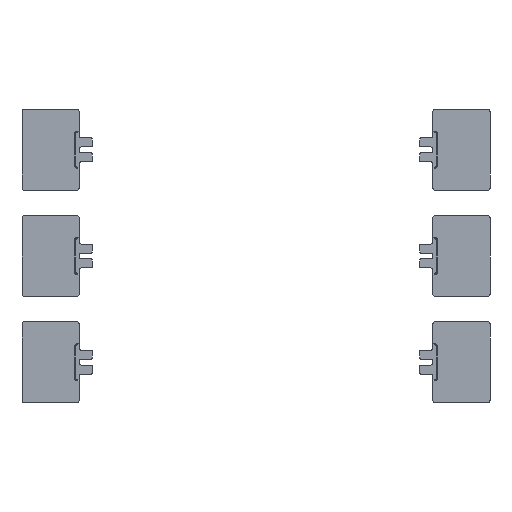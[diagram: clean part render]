
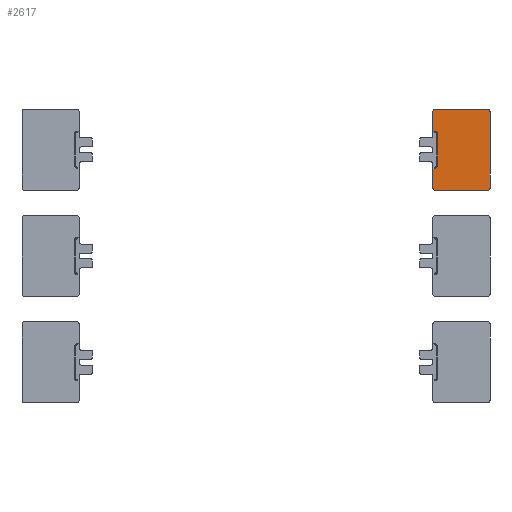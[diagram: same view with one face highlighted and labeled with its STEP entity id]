
A CAD part, front view. The second image highlights one B-rep face of the part: STEP entity #2617.
In plain terms, the highlighted planar face has unit normal (0, -1, 0).
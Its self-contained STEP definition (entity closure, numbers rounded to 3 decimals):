
#220=DIRECTION('',(1.,0.,0.));
#221=VECTOR('',#220,0.5);
#222=CARTESIAN_POINT('',(58.,-32.9,8.229));
#223=LINE('',#222,#221);
#336=DIRECTION('',(0.,0.,-1.));
#337=VECTOR('',#336,13.5);
#338=CARTESIAN_POINT('',(60.,-32.9,6.729));
#339=LINE('',#338,#337);
#344=CARTESIAN_POINT('',(58.5,-32.9,-6.771));
#345=DIRECTION('',(0.,-1.,0.));
#346=DIRECTION('',(0.,0.,-1.));
#347=AXIS2_PLACEMENT_3D('',#344,#345,#346);
#349=CARTESIAN_POINT('',(58.5,-32.9,6.729));
#350=DIRECTION('',(0.,-1.,0.));
#351=DIRECTION('',(1.,0.,0.));
#352=AXIS2_PLACEMENT_3D('',#349,#350,#351);
#354=DIRECTION('',(0.,0.,1.));
#355=VECTOR('',#354,8.5);
#356=CARTESIAN_POINT('',(58.,-32.9,8.229));
#357=LINE('',#356,#355);
#358=CARTESIAN_POINT('',(59.,-32.9,16.729));
#359=DIRECTION('',(0.,1.,0.));
#360=DIRECTION('',(-1.,0.,0.));
#361=AXIS2_PLACEMENT_3D('',#358,#359,#360);
#363=DIRECTION('',(1.,0.,0.));
#364=VECTOR('',#363,23.);
#365=CARTESIAN_POINT('',(59.,-32.9,17.729));
#366=LINE('',#365,#364);
#367=CARTESIAN_POINT('',(82.,-32.9,16.729));
#368=DIRECTION('',(0.,1.,0.));
#369=DIRECTION('',(0.,0.,1.));
#370=AXIS2_PLACEMENT_3D('',#367,#368,#369);
#372=DIRECTION('',(0.,0.,-1.));
#373=VECTOR('',#372,33.5);
#374=CARTESIAN_POINT('',(83.,-32.9,16.729));
#375=LINE('',#374,#373);
#376=CARTESIAN_POINT('',(82.,-32.9,-16.771));
#377=DIRECTION('',(0.,1.,0.));
#378=DIRECTION('',(1.,0.,0.));
#379=AXIS2_PLACEMENT_3D('',#376,#377,#378);
#381=DIRECTION('',(-1.,0.,0.));
#382=VECTOR('',#381,23.);
#383=CARTESIAN_POINT('',(82.,-32.9,-17.771));
#384=LINE('',#383,#382);
#385=CARTESIAN_POINT('',(59.,-32.9,-16.771));
#386=DIRECTION('',(0.,1.,0.));
#387=DIRECTION('',(0.,0.,-1.));
#388=AXIS2_PLACEMENT_3D('',#385,#386,#387);
#390=DIRECTION('',(0.,0.,1.));
#391=VECTOR('',#390,8.5);
#392=CARTESIAN_POINT('',(58.,-32.9,-16.771));
#393=LINE('',#392,#391);
#394=DIRECTION('',(-1.,0.,0.));
#395=VECTOR('',#394,0.5);
#396=CARTESIAN_POINT('',(58.5,-32.9,-8.271));
#397=LINE('',#396,#395);
#2032=CARTESIAN_POINT('',(58.,-32.9,8.229));
#2034=VERTEX_POINT('',#2032);
#2047=CARTESIAN_POINT('',(58.,-32.9,-8.271));
#2049=VERTEX_POINT('',#2047);
#2107=CARTESIAN_POINT('',(59.,-32.9,17.729));
#2108=VERTEX_POINT('',#2107);
#2109=CARTESIAN_POINT('',(58.,-32.9,16.729));
#2110=VERTEX_POINT('',#2109);
#2111=CARTESIAN_POINT('',(82.,-32.9,17.729));
#2112=VERTEX_POINT('',#2111);
#2113=CARTESIAN_POINT('',(83.,-32.9,16.729));
#2114=VERTEX_POINT('',#2113);
#2139=CARTESIAN_POINT('',(83.,-32.9,-16.771));
#2140=VERTEX_POINT('',#2139);
#2225=CARTESIAN_POINT('',(82.,-32.9,-17.771));
#2226=VERTEX_POINT('',#2225);
#2227=CARTESIAN_POINT('',(59.,-32.9,-17.771));
#2228=VERTEX_POINT('',#2227);
#2229=CARTESIAN_POINT('',(58.,-32.9,-16.771));
#2230=VERTEX_POINT('',#2229);
#2231=CARTESIAN_POINT('',(58.5,-32.9,-8.271));
#2232=VERTEX_POINT('',#2231);
#2233=CARTESIAN_POINT('',(60.,-32.9,6.729));
#2234=CARTESIAN_POINT('',(60.,-32.9,-6.771));
#2235=VERTEX_POINT('',#2233);
#2236=VERTEX_POINT('',#2234);
#2237=CARTESIAN_POINT('',(58.5,-32.9,8.229));
#2238=VERTEX_POINT('',#2237);
#2586=CARTESIAN_POINT('',(70.5,-32.9,-0.021));
#2587=DIRECTION('',(0.,1.,0.));
#2588=DIRECTION('',(0.,0.,-1.));
#2589=AXIS2_PLACEMENT_3D('',#2586,#2587,#2588);
#2590=PLANE('',#2589);
#2592=ORIENTED_EDGE('',*,*,#2591,.F.);
#2594=ORIENTED_EDGE('',*,*,#2593,.T.);
#2595=ORIENTED_EDGE('',*,*,#2566,.F.);
#2596=ORIENTED_EDGE('',*,*,#2580,.T.);
#2597=ORIENTED_EDGE('',*,*,#2431,.F.);
#2598=ORIENTED_EDGE('',*,*,#2418,.T.);
#2600=ORIENTED_EDGE('',*,*,#2599,.T.);
#2602=ORIENTED_EDGE('',*,*,#2601,.T.);
#2604=ORIENTED_EDGE('',*,*,#2603,.T.);
#2606=ORIENTED_EDGE('',*,*,#2605,.T.);
#2608=ORIENTED_EDGE('',*,*,#2607,.T.);
#2610=ORIENTED_EDGE('',*,*,#2609,.T.);
#2612=ORIENTED_EDGE('',*,*,#2611,.T.);
#2614=ORIENTED_EDGE('',*,*,#2613,.T.);
#2615=EDGE_LOOP('',(#2592,#2594,#2595,#2596,#2597,#2598,#2600,#2602,#2604,#2606,
#2608,#2610,#2612,#2614));
#2616=FACE_OUTER_BOUND('',#2615,.F.);
#348=CIRCLE('',#347,1.5);
#353=CIRCLE('',#352,1.5);
#362=CIRCLE('',#361,1.);
#371=CIRCLE('',#370,1.);
#380=CIRCLE('',#379,1.);
#389=CIRCLE('',#388,1.);
#2418=EDGE_CURVE('',#2034,#2110,#357,.T.);
#2431=EDGE_CURVE('',#2034,#2238,#223,.T.);
#2566=EDGE_CURVE('',#2235,#2236,#339,.T.);
#2580=EDGE_CURVE('',#2235,#2238,#353,.T.);
#2591=EDGE_CURVE('',#2232,#2049,#397,.T.);
#2593=EDGE_CURVE('',#2232,#2236,#348,.T.);
#2599=EDGE_CURVE('',#2110,#2108,#362,.T.);
#2601=EDGE_CURVE('',#2108,#2112,#366,.T.);
#2603=EDGE_CURVE('',#2112,#2114,#371,.T.);
#2605=EDGE_CURVE('',#2114,#2140,#375,.T.);
#2607=EDGE_CURVE('',#2140,#2226,#380,.T.);
#2609=EDGE_CURVE('',#2226,#2228,#384,.T.);
#2611=EDGE_CURVE('',#2228,#2230,#389,.T.);
#2613=EDGE_CURVE('',#2230,#2049,#393,.T.);
#2617=ADVANCED_FACE('',(#2616),#2590,.F.);
